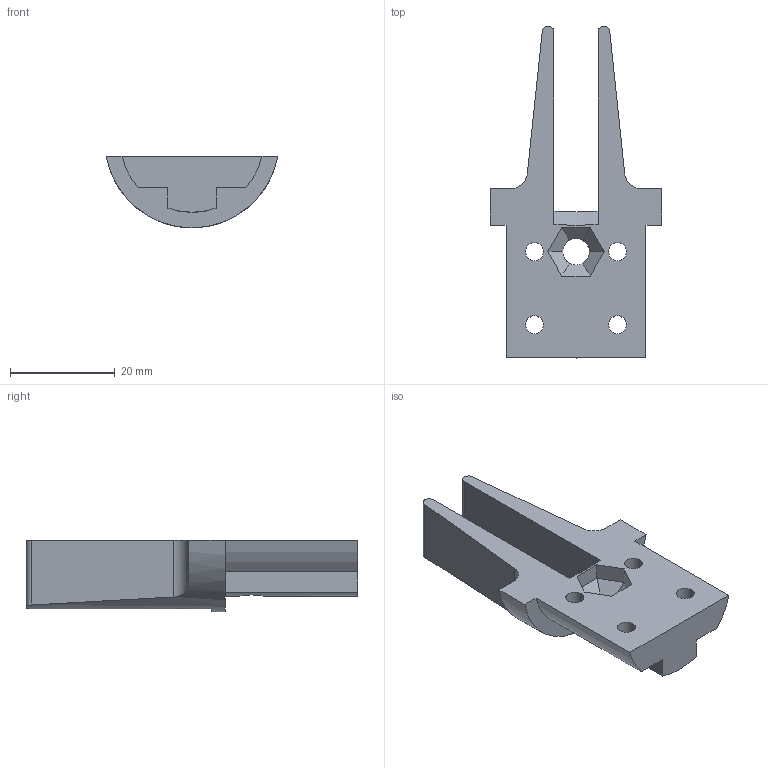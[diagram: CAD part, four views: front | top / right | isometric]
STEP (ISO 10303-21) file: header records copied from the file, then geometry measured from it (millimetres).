
FILE_DESCRIPTION (( 'STEP AP203' ), '1' );
FILE_NAME ('C006-317_01_sldprt.STEP', '2016-06-02T17:07:02', ( 'Shusen Zhang' ), ( 'MathWorks' ), 'SwSTEP 2.0', 'SolidWorks 2015', '' );
FILE_SCHEMA (( 'CONFIG_CONTROL_DESIGN' ));
Length unit declared in the file: inch
Products named in the file (1): C006-317_01_sldprt
Bounding box: 32.86 x 63.51 x 13.7 mm (x, y, z)
Volume: 8850.2 mm3; surface area: 5285.9 mm2
Topology: 1 solids, 1 shells, 46 faces, 124 edges, 80 vertices
Faces by surface type: plane 25, cylinder 20, cone 1
Entity records: 1655 total; most frequent: CARTESIAN_POINT 415, ORIENTED_EDGE 248, DIRECTION 232, EDGE_CURVE 124, VERTEX_POINT 80, AXIS2_PLACEMENT_3D 79, LINE 74, VECTOR 74
